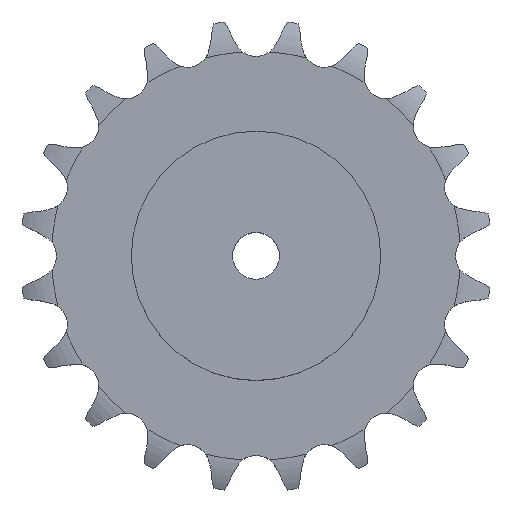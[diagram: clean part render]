
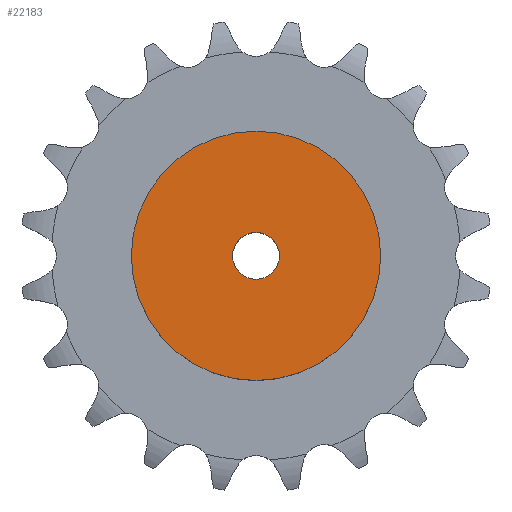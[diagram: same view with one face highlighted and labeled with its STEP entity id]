
A CAD part, top view. The second image highlights one B-rep face of the part: STEP entity #22183.
In plain terms, the highlighted planar face has unit normal (0, 0, 1).
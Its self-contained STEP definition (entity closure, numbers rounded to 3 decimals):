
#2913 = CYLINDRICAL_SURFACE('',#2914,80.);
#2914 = AXIS2_PLACEMENT_3D('',#2915,#2916,#2917);
#2915 = CARTESIAN_POINT('',(0.,0.,0.));
#2916 = DIRECTION('',(-0.,-0.,-1.));
#2917 = DIRECTION('',(1.,0.,0.));
#14198 = VERTEX_POINT('',#14199);
#14199 = CARTESIAN_POINT('',(80.,0.,75.));
#14220 = EDGE_CURVE('',#14198,#14198,#14221,.T.);
#14221 = SURFACE_CURVE('',#14222,(#14227,#14234),.PCURVE_S1.);
#14222 = CIRCLE('',#14223,80.);
#14223 = AXIS2_PLACEMENT_3D('',#14224,#14225,#14226);
#14224 = CARTESIAN_POINT('',(0.,0.,75.));
#14225 = DIRECTION('',(0.,0.,1.));
#14226 = DIRECTION('',(1.,0.,0.));
#14227 = PCURVE('',#2913,#14228);
#14228 = DEFINITIONAL_REPRESENTATION('',(#14229),#14233);
#14229 = LINE('',#14230,#14231);
#14230 = CARTESIAN_POINT('',(-0.,-75.));
#14231 = VECTOR('',#14232,1.);
#14232 = DIRECTION('',(-1.,0.));
#14233 = ( GEOMETRIC_REPRESENTATION_CONTEXT(2) 
PARAMETRIC_REPRESENTATION_CONTEXT() REPRESENTATION_CONTEXT('2D SPACE',''
  ) );
#14234 = PCURVE('',#14235,#14240);
#14235 = PLANE('',#14236);
#14236 = AXIS2_PLACEMENT_3D('',#14237,#14238,#14239);
#14237 = CARTESIAN_POINT('',(0.,0.,75.)
  );
#14238 = DIRECTION('',(0.,0.,1.));
#14239 = DIRECTION('',(1.,0.,0.));
#14240 = DEFINITIONAL_REPRESENTATION('',(#14241),#14245);
#14241 = CIRCLE('',#14242,80.);
#14242 = AXIS2_PLACEMENT_2D('',#14243,#14244);
#14243 = CARTESIAN_POINT('',(0.,0.));
#14244 = DIRECTION('',(1.,0.));
#14245 = ( GEOMETRIC_REPRESENTATION_CONTEXT(2) 
PARAMETRIC_REPRESENTATION_CONTEXT() REPRESENTATION_CONTEXT('2D SPACE',''
  ) );
#18961 = CYLINDRICAL_SURFACE('',#18962,15.);
#18962 = AXIS2_PLACEMENT_3D('',#18963,#18964,#18965);
#18963 = CARTESIAN_POINT('',(0.,0.,470.969));
#18964 = DIRECTION('',(0.,0.,1.));
#18965 = DIRECTION('',(1.,0.,0.));
#22183 = ADVANCED_FACE('',(#22184,#22187),#14235,.T.);
#22184 = FACE_BOUND('',#22185,.T.);
#22185 = EDGE_LOOP('',(#22186));
#22186 = ORIENTED_EDGE('',*,*,#14220,.T.);
#22187 = FACE_BOUND('',#22188,.T.);
#22188 = EDGE_LOOP('',(#22189));
#22189 = ORIENTED_EDGE('',*,*,#22190,.F.);
#22190 = EDGE_CURVE('',#22191,#22191,#22193,.T.);
#22191 = VERTEX_POINT('',#22192);
#22192 = CARTESIAN_POINT('',(15.,0.,75.));
#22193 = SURFACE_CURVE('',#22194,(#22199,#22206),.PCURVE_S1.);
#22194 = CIRCLE('',#22195,15.);
#22195 = AXIS2_PLACEMENT_3D('',#22196,#22197,#22198);
#22196 = CARTESIAN_POINT('',(0.,0.,75.));
#22197 = DIRECTION('',(0.,0.,1.));
#22198 = DIRECTION('',(1.,0.,0.));
#22199 = PCURVE('',#14235,#22200);
#22200 = DEFINITIONAL_REPRESENTATION('',(#22201),#22205);
#22201 = CIRCLE('',#22202,15.);
#22202 = AXIS2_PLACEMENT_2D('',#22203,#22204);
#22203 = CARTESIAN_POINT('',(0.,0.));
#22204 = DIRECTION('',(1.,0.));
#22205 = ( GEOMETRIC_REPRESENTATION_CONTEXT(2) 
PARAMETRIC_REPRESENTATION_CONTEXT() REPRESENTATION_CONTEXT('2D SPACE',''
  ) );
#22206 = PCURVE('',#18961,#22207);
#22207 = DEFINITIONAL_REPRESENTATION('',(#22208),#22212);
#22208 = LINE('',#22209,#22210);
#22209 = CARTESIAN_POINT('',(0.,-395.969));
#22210 = VECTOR('',#22211,1.);
#22211 = DIRECTION('',(1.,0.));
#22212 = ( GEOMETRIC_REPRESENTATION_CONTEXT(2) 
PARAMETRIC_REPRESENTATION_CONTEXT() REPRESENTATION_CONTEXT('2D SPACE',''
  ) );
